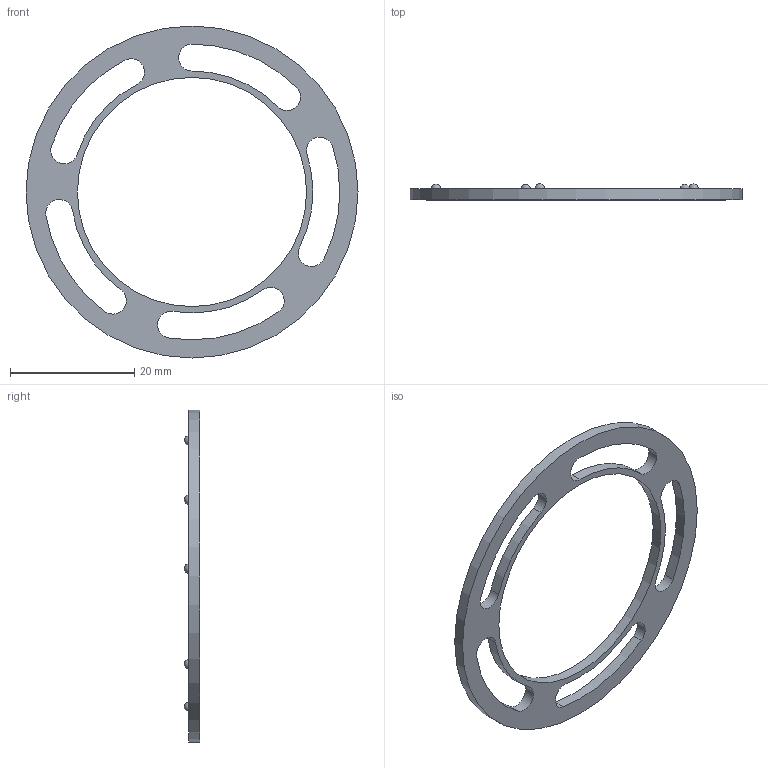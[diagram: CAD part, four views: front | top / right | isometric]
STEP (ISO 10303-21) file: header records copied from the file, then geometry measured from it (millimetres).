
FILE_DESCRIPTION(/* description */ (''),/* implementation_level */ '2;1');
FILE_NAME(/* name */ 'Updated IrIs Door v14.step',/* time_stamp */ '2019-06-03T22:08:09-07:00',/* author */ (''),/* organization */ (''),/* preprocessor_version */ 'ST-DEVELOPER v18',/* originating_system */ 'Autodesk Translation Framework v8.2.0.1029',/* authorisation */ '');
FILE_SCHEMA (('AUTOMOTIVE_DESIGN { 1 0 10303 214 3 1 1 }'));
Length unit declared in the file: inch
Products named in the file (2): Updated IrIs Door; Component2
Assembly tree (1 placements, depth 2):
  Updated IrIs Door
    Component2
Bounding box: 53.34 x 2.54 x 53.34 mm (x, y, z)
Volume: 1302.8 mm3; surface area: 2395 mm2
Topology: 1 solids, 1 shells, 29 faces, 86 edges, 59 vertices
Faces by surface type: cylinder 22, sphere 5, plane 2
Full cylindrical faces by diameter (mm): 36.83 x1, 53.34 x1
Entity records: 1073 total; most frequent: DIRECTION 204, CARTESIAN_POINT 172, ORIENTED_EDGE 162, AXIS2_PLACEMENT_3D 91, EDGE_CURVE 81, CIRCLE 59, VERTEX_POINT 59, EDGE_LOOP 46
